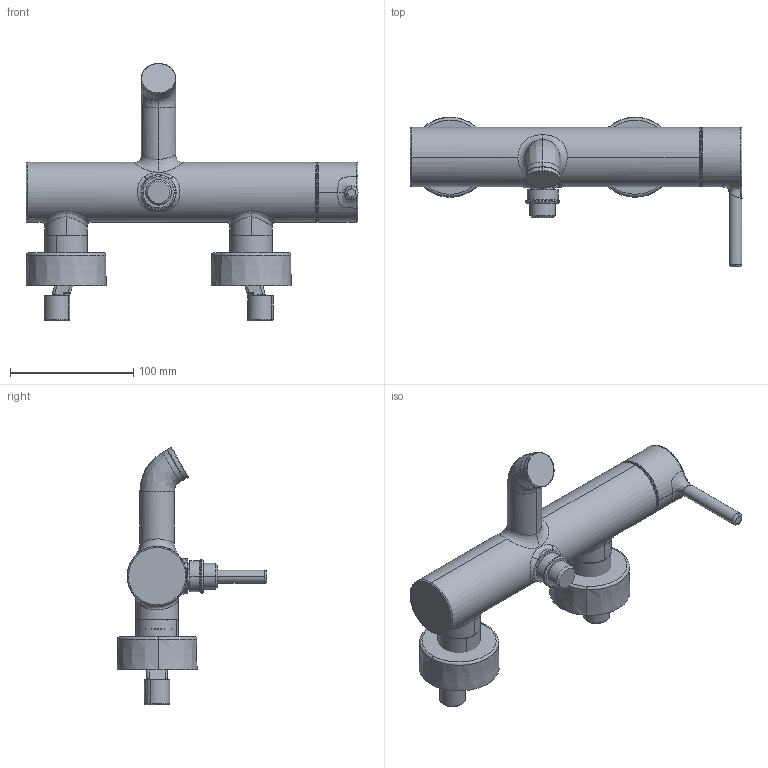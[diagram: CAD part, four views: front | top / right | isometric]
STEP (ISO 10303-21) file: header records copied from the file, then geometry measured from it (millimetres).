
FILE_DESCRIPTION (( 'STEP AP203' ), '1' );
FILE_NAME ('5444220733(2023).STEP', '2023-05-11T06:18:51', ( '' ), ( '' ), 'SwSTEP 2.0', 'SolidWorks 2016', '' );
FILE_SCHEMA (( 'CONFIG_CONTROL_DESIGN' ));
Length unit declared in the file: millimetre
Products named in the file (1): 5444220733(2023)
Bounding box: 269.15 x 121.51 x 208.5 mm (x, y, z)
Volume: 701158.3 mm3; surface area: 136074.7 mm2
Topology: 13 solids, 13 shells, 425 faces, 983 edges, 597 vertices
Faces by surface type: cylinder 135, bspline 126, plane 123, torus 22, cone 10, sphere 9
Entity records: 26118 total; most frequent: CARTESIAN_POINT 17393, ORIENTED_EDGE 1946, DIRECTION 1547, EDGE_CURVE 973, AXIS2_PLACEMENT_3D 633, VERTEX_POINT 596, EDGE_LOOP 451, ADVANCED_FACE 425
